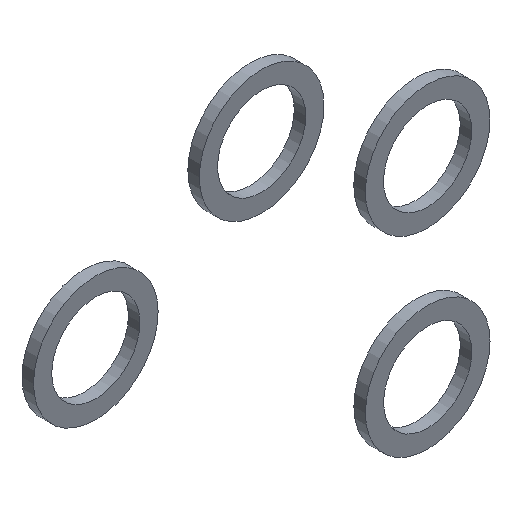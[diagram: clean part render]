
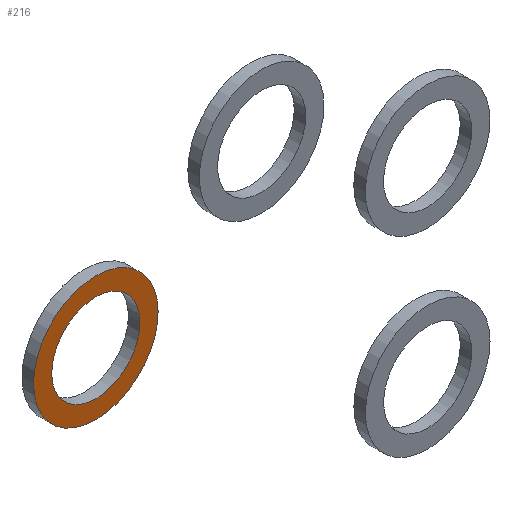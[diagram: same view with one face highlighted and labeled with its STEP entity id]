
A CAD part, isometric view. The second image highlights one B-rep face of the part: STEP entity #216.
In plain terms, the highlighted planar face has unit normal (0, -1, 0).
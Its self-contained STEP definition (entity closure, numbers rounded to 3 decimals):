
#26=FACE_BOUND('',#70,.T.);
#34=PLANE('',#261);
#48=FACE_OUTER_BOUND('',#69,.T.);
#69=EDGE_LOOP('',(#183));
#70=EDGE_LOOP('',(#184));
#102=CIRCLE('',#256,23.);
#104=CIRCLE('',#259,32.5);
#118=VERTEX_POINT('',#376);
#120=VERTEX_POINT('',#382);
#139=EDGE_CURVE('',#118,#118,#102,.T.);
#142=EDGE_CURVE('',#120,#120,#104,.T.);
#183=ORIENTED_EDGE('',*,*,#142,.F.);
#184=ORIENTED_EDGE('',*,*,#139,.F.);
#216=ADVANCED_FACE('',(#48,#26),#34,.F.);
#256=AXIS2_PLACEMENT_3D('',#378,#313,#314);
#259=AXIS2_PLACEMENT_3D('',#384,#320,#321);
#261=AXIS2_PLACEMENT_3D('',#386,#324,#325);
#313=DIRECTION('center_axis',(0.,-1.,0.));
#314=DIRECTION('ref_axis',(0.5,0.,-0.866));
#320=DIRECTION('center_axis',(0.,1.,0.));
#321=DIRECTION('ref_axis',(0.5,0.,-0.866));
#324=DIRECTION('center_axis',(0.,1.,0.));
#325=DIRECTION('ref_axis',(0.5,0.,-0.866));
#376=CARTESIAN_POINT('',(-184.551,12.,19.83));
#378=CARTESIAN_POINT('Origin',(-173.051,12.,-0.089));
#382=CARTESIAN_POINT('',(-189.301,12.,28.057));
#384=CARTESIAN_POINT('Origin',(-173.051,12.,-0.089));
#386=CARTESIAN_POINT('Origin',(-173.051,12.,-0.089));
